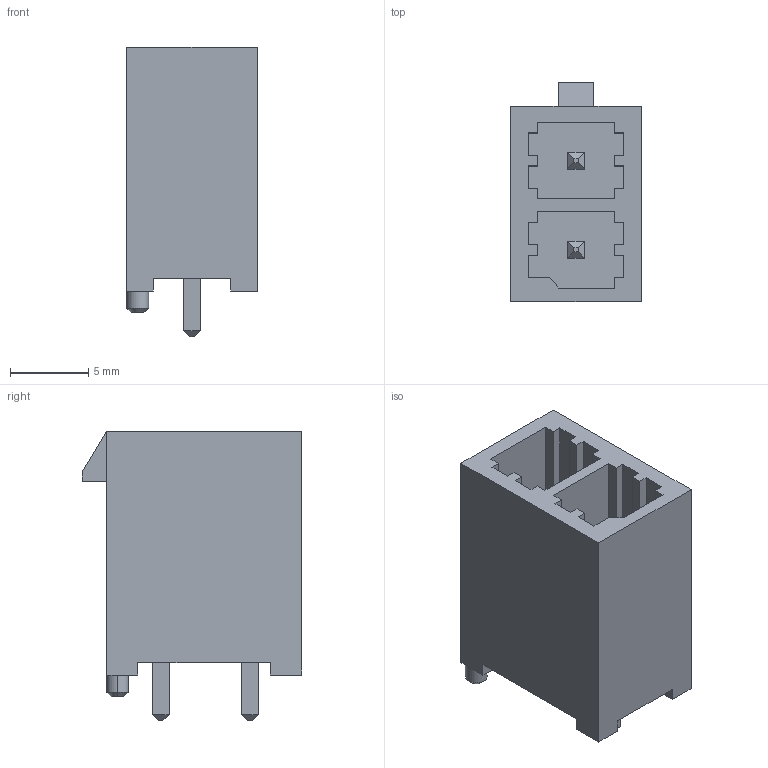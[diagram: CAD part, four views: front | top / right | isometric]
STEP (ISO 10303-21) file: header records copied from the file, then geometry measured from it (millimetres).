
FILE_DESCRIPTION((''),'2;1');
FILE_NAME('1720650302','2017-11-24T',('ghp'),(''),'PRO/ENGINEER BY PARAMETRIC TECHNOLOGY CORPORATION, 2012310','PRO/ENGINEER BY PARAMETRIC TECHNOLOGY CORPORATION, 2012310','');
FILE_SCHEMA(('CONFIG_CONTROL_DESIGN'));
Length unit declared in the file: millimetre
Products named in the file (1): 1720650302
Bounding box: 8.35 x 14.03 x 18.53 mm (x, y, z)
Volume: 978.2 mm3; surface area: 1498.6 mm2
Topology: 1 solids, 1 shells, 128 faces, 338 edges, 221 vertices
Faces by surface type: plane 124, cylinder 2, cone 2
Entity records: 3895 total; most frequent: CARTESIAN_POINT 680, ORIENTED_EDGE 662, DIRECTION 609, EDGE_CURVE 331, VECTOR 325, LINE 325, VERTEX_POINT 213, AXIS2_PLACEMENT_3D 142
